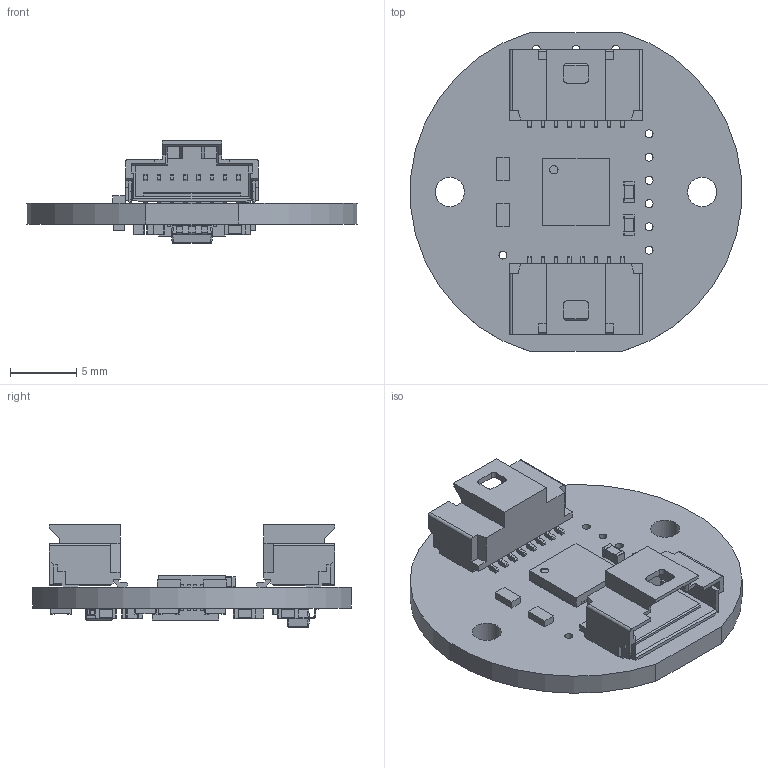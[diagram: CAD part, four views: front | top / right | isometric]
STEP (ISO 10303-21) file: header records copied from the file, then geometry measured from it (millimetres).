
FILE_DESCRIPTION(('Open CASCADE Model'),'2;1');
FILE_NAME('Open CASCADE Shape Model','2024-01-10T20:56:32',('Author'),( 'Open CASCADE'),'Open CASCADE STEP processor 7.5','Open CASCADE 7.5' ,'Unknown');
FILE_SCHEMA(('AUTOMOTIVE_DESIGN { 1 0 10303 214 1 1 1 1 }'));
Length unit declared in the file: millimetre
Products named in the file (65): PCB; Board; Open CASCADE STEP translator 7.5 2.1.1; C112; C0603; C111; C110; R108; R0603; R107; R106; R104; R103; IC103; 9403968; Open CASCADE STEP translator 7.5 15.1; Body; Open CASCADE STEP translator 7.5 15.2.1; Leader; C108; C109; R102; R100; C107; C106; C103; C101; C100; CON101; PicoClasp 1x8 M90 2023960807; Open CASCADE STEP translator 7.5 2.20.1.1; Open CASCADE STEP translator 7.5 2.20.1.2; CON100; IC100; 6311562880; Open CASCADE STEP translator 6.8 7.1; Open CASCADE STEP translator 6.8 7.2.1; Thermal_Shape; Pin_Shape; Open CASCADE STEP translator 6.8 7.4.1 ...
Assembly tree (158 placements, depth 5):
  PCB
    Board
      Open CASCADE STEP translator 7.5 2.1.1
    C112
      C0603
    C111
      C0603
    C110
      C0603
    R108
      R0603
    R107
      R0603
    R106
      R0603
    R104
      R0603
    R103
      R0603
    IC103
      9403968
        Open CASCADE STEP translator 7.5 15.1
        Body
          Open CASCADE STEP translator 7.5 15.2.1
        Leader  x8
    C108
      C0603
    C109
      C0603
    R102
      R0603
    R100
      R0603
    C107
      C0603
    C106
      C0603
    C103
      C0603
    C101
      C0603
    C100
      C0603
    CON101
      PicoClasp 1x8 M90 2023960807
        Open CASCADE STEP translator 7.5 2.20.1.1
        Open CASCADE STEP translator 7.5 2.20.1.2
    CON100
      PicoClasp 1x8 M90 2023960807
        Open CASCADE STEP translator 7.5 2.20.1.1
        Open CASCADE STEP translator 7.5 2.20.1.2
    IC100
      6311562880
        Open CASCADE STEP translator 6.8 7.1
        Body
          Open CASCADE STEP translator 6.8 7.2.1
        Thermal_Shape
        Pin_Shape  x32
          Open CASCADE STEP translator 6.8 7.4.1
    C102
Bounding box: 24.91 x 24 x 7.74 mm (x, y, z)
Volume: 1015.3 mm3; surface area: 2235.8 mm2
Topology: 110 solids, 113 shells, 3353 faces, 7990 edges, 4925 vertices
Faces by surface type: plane 2368, bspline 457, cylinder 406, sphere 122
Full cylindrical faces by diameter (mm): 0.3 x1, 0.6 x15, 0.625 x2, 2.2 x2
Entity records: 26016 total; most frequent: CARTESIAN_POINT 8272, ORIENTED_EDGE 3241, DIRECTION 3191, EDGE_CURVE 1622, LINE 1327, VECTOR 1327, VERTEX_POINT 1009, AXIS2_PLACEMENT_3D 932
